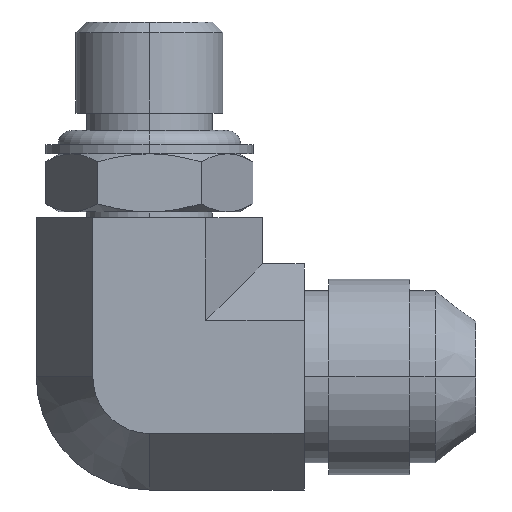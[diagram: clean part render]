
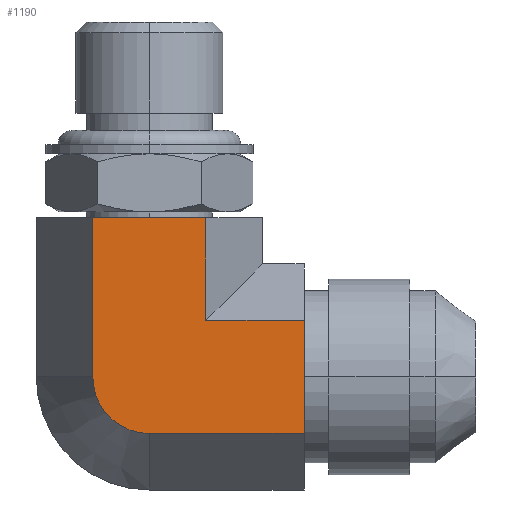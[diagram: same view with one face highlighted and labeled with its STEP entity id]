
A CAD part, front view. The second image highlights one B-rep face of the part: STEP entity #1190.
In plain terms, the highlighted planar face has unit normal (0, -1, 0).
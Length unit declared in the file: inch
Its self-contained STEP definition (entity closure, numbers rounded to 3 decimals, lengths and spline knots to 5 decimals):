
#9=DIRECTION('',(-1.,0.,0.));
#10=VECTOR('',#9,0.43301);
#11=CARTESIAN_POINT('',(0.21651,-0.375,0.61025));
#12=LINE('',#11,#10);
#69=DIRECTION('',(0.,0.,-1.));
#70=VECTOR('',#69,0.61025);
#71=CARTESIAN_POINT('',(-0.21651,-0.375,0.61025));
#72=LINE('',#71,#70);
#73=CARTESIAN_POINT('',(0.,-0.375,0.));
#74=DIRECTION('',(0.,1.,0.));
#75=DIRECTION('',(0.,0.,-1.));
#76=AXIS2_PLACEMENT_3D('',#73,#74,#75);
#78=DIRECTION('',(0.,0.,-1.));
#79=VECTOR('',#78,0.39374);
#80=CARTESIAN_POINT('',(0.21651,-0.375,0.61025));
#81=LINE('',#80,#79);
#82=DIRECTION('',(1.,0.,0.));
#83=VECTOR('',#82,0.37649);
#84=CARTESIAN_POINT('',(0.21651,-0.375,0.21651));
#85=LINE('',#84,#83);
#122=DIRECTION('',(0.,0.,-1.));
#123=VECTOR('',#122,0.43301);
#124=CARTESIAN_POINT('',(0.593,-0.375,0.21651));
#125=LINE('',#124,#123);
#152=DIRECTION('',(1.,0.,0.));
#153=VECTOR('',#152,0.593);
#154=CARTESIAN_POINT('',(0.,-0.375,-0.21651));
#155=LINE('',#154,#153);
#898=CARTESIAN_POINT('',(0.21651,-0.375,0.61025));
#899=VERTEX_POINT('',#898);
#900=CARTESIAN_POINT('',(-0.21651,-0.375,0.61025));
#901=VERTEX_POINT('',#900);
#910=CARTESIAN_POINT('',(0.21651,-0.375,0.21651));
#911=VERTEX_POINT('',#910);
#916=CARTESIAN_POINT('',(0.593,-0.375,0.21651));
#917=VERTEX_POINT('',#916);
#918=CARTESIAN_POINT('',(0.593,-0.375,-0.21651));
#919=VERTEX_POINT('',#918);
#958=CARTESIAN_POINT('',(0.,-0.375,-0.21651));
#959=CARTESIAN_POINT('',(-0.21651,-0.375,0.));
#960=VERTEX_POINT('',#958);
#961=VERTEX_POINT('',#959);
#1172=CARTESIAN_POINT('',(0.21651,-0.375,0.61025));
#1173=DIRECTION('',(0.,-1.,0.));
#1174=DIRECTION('',(-1.,0.,0.));
#1175=AXIS2_PLACEMENT_3D('',#1172,#1173,#1174);
#1176=PLANE('',#1175);
#1177=ORIENTED_EDGE('',*,*,#1163,.T.);
#1178=ORIENTED_EDGE('',*,*,#1153,.F.);
#1179=ORIENTED_EDGE('',*,*,#1064,.F.);
#1181=ORIENTED_EDGE('',*,*,#1180,.T.);
#1183=ORIENTED_EDGE('',*,*,#1182,.T.);
#1185=ORIENTED_EDGE('',*,*,#1184,.T.);
#1187=ORIENTED_EDGE('',*,*,#1186,.F.);
#1188=EDGE_LOOP('',(#1177,#1178,#1179,#1181,#1183,#1185,#1187));
#1189=FACE_OUTER_BOUND('',#1188,.F.);
#1190=ADVANCED_FACE('',(#1189),#1176,.T.);
#77=CIRCLE('',#76,0.21651);
#1064=EDGE_CURVE('',#899,#901,#12,.T.);
#1153=EDGE_CURVE('',#901,#961,#72,.T.);
#1163=EDGE_CURVE('',#960,#961,#77,.T.);
#1180=EDGE_CURVE('',#899,#911,#81,.T.);
#1182=EDGE_CURVE('',#911,#917,#85,.T.);
#1184=EDGE_CURVE('',#917,#919,#125,.T.);
#1186=EDGE_CURVE('',#960,#919,#155,.T.);
